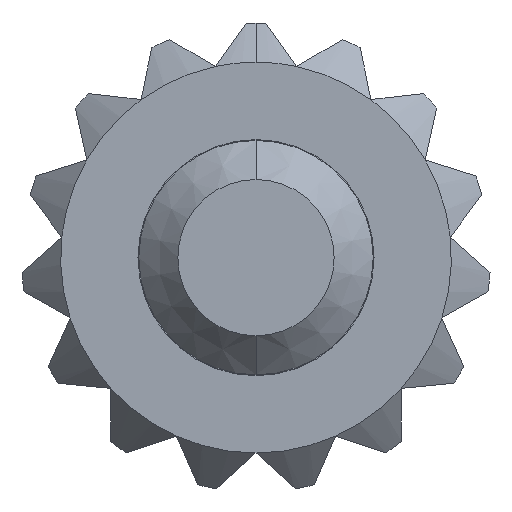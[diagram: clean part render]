
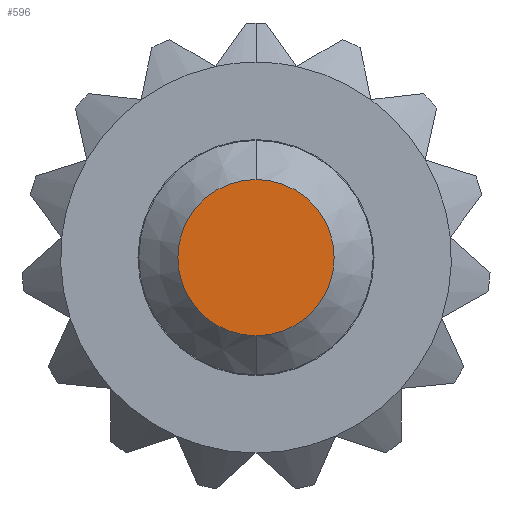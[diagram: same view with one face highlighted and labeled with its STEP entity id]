
A CAD part, front view. The second image highlights one B-rep face of the part: STEP entity #596.
In plain terms, the highlighted planar face has unit normal (0, -1, 0).
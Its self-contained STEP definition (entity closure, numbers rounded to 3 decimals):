
#192 = PLANE ( 'NONE',  #2106 ) ;
#230 = FACE_OUTER_BOUND ( 'NONE', #1129, .T. ) ;
#285 = ORIENTED_EDGE ( 'NONE', *, *, #1290, .T. ) ;
#549 = DIRECTION ( 'NONE',  ( 0., -1., 0. ) ) ;
#596 = ADVANCED_FACE ( 'NONE', ( #230 ), #192, .F. ) ;
#611 = AXIS2_PLACEMENT_3D ( 'NONE', #1677, #549, #1284 ) ;
#627 = CIRCLE ( 'NONE', #611, 1. ) ;
#722 = DIRECTION ( 'NONE',  ( 0., 1., 0. ) ) ;
#905 = VERTEX_POINT ( 'NONE', #1119 ) ;
#918 = CARTESIAN_POINT ( 'NONE',  ( 0., 0., 1. ) ) ;
#1065 = CARTESIAN_POINT ( 'NONE',  ( -1.5, 0., 0. ) ) ;
#1072 = DIRECTION ( 'NONE',  ( 0., -1., 0. ) ) ;
#1119 = CARTESIAN_POINT ( 'NONE',  ( 0., 0., -1. ) ) ;
#1129 = EDGE_LOOP ( 'NONE', ( #285, #1727 ) ) ;
#1203 = DIRECTION ( 'NONE',  ( 0., 0., 1. ) ) ;
#1284 = DIRECTION ( 'NONE',  ( 0., 0., 1. ) ) ;
#1290 = EDGE_CURVE ( 'NONE', #2341, #905, #1333, .T. ) ;
#1333 = CIRCLE ( 'NONE', #1560, 1. ) ;
#1560 = AXIS2_PLACEMENT_3D ( 'NONE', #2310, #1072, #2011 ) ;
#1677 = CARTESIAN_POINT ( 'NONE',  ( 0., 0., 0. ) ) ;
#1727 = ORIENTED_EDGE ( 'NONE', *, *, #2363, .T. ) ;
#2011 = DIRECTION ( 'NONE',  ( 0., 0., 1. ) ) ;
#2106 = AXIS2_PLACEMENT_3D ( 'NONE', #1065, #722, #1203 ) ;
#2310 = CARTESIAN_POINT ( 'NONE',  ( 0., 0., 0. ) ) ;
#2341 = VERTEX_POINT ( 'NONE', #918 ) ;
#2363 = EDGE_CURVE ( 'NONE', #905, #2341, #627, .T. ) ;
